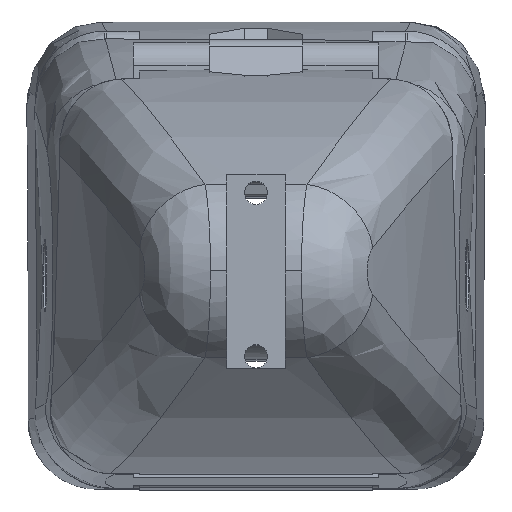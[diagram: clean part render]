
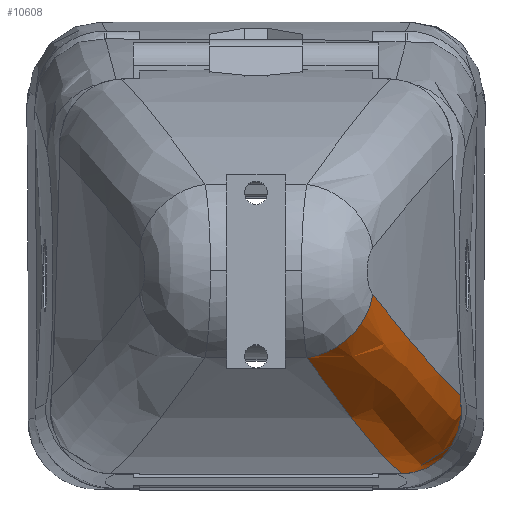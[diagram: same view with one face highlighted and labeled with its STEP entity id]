
A CAD part, top view. The second image highlights one B-rep face of the part: STEP entity #10608.
In plain terms, the highlighted free-form (B-spline) face has degree [3, 2] with [10, 3] control points.
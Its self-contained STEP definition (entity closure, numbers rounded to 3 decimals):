
#96 = VERTEX_POINT ( 'NONE', #9742 ) ;
#549 = CARTESIAN_POINT ( 'NONE',  ( 4.995, -8.775, 146.013 ) ) ;
#682 = CARTESIAN_POINT ( 'NONE',  ( 4.642, -4.715, 157.369 ) ) ;
#795 = CARTESIAN_POINT ( 'NONE',  ( 8.498, -9.39, 142.833 ) ) ;
#842 = CARTESIAN_POINT ( 'NONE',  ( 7.926, -9.353, 137.482 ) ) ;
#896 = CARTESIAN_POINT ( 'NONE',  ( 5.595, -9.454, 142.405 ) ) ;
#1102 = CARTESIAN_POINT ( 'NONE',  ( 7.441, -9.696, 136.875 ) ) ;
#1190 = CARTESIAN_POINT ( 'NONE',  ( 5.874, -3.464, 153.971 ) ) ;
#1218 = EDGE_CURVE ( 'NONE', #7134, #96, #5211, .T. ) ;
#1507 = CARTESIAN_POINT ( 'NONE',  ( 7.052, -4.882, 150.086 ) ) ;
#1557 = CARTESIAN_POINT ( 'NONE',  ( 8.423, -6.352, 143.286 ) ) ;
#1661 = CARTESIAN_POINT ( 'NONE',  ( 8.558, -8.495, 138.797 ) ) ;
#1715 = CARTESIAN_POINT ( 'NONE',  ( 8.927, -6.819, 139.781 ) ) ;
#1731 = CARTESIAN_POINT ( 'NONE',  ( 6.22, -9.983, 136.265 ) ) ;
#1884 = CARTESIAN_POINT ( 'NONE',  ( 6.77, -9.931, 136.404 ) ) ;
#2051 = B_SPLINE_CURVE_WITH_KNOTS ( 'NONE', 3,
 ( #9021, #1190, #8203, #9740, #7137, #9803, #6292, #7081 ),
 .UNSPECIFIED., .F., .F.,
 ( 4, 2, 2, 4 ),
 ( 0., 0.008, 0.012, 0.016 ),
 .UNSPECIFIED. ) ;
#2136 = CARTESIAN_POINT ( 'NONE',  ( 4.136, -7.732, 150.276 ) ) ;
#2253 = DIRECTION ( 'NONE',  ( 0., -0.901, 0.433 ) ) ;
#2394 = FACE_OUTER_BOUND ( 'NONE', #5949, .T. ) ;
#2495 = CARTESIAN_POINT ( 'NONE',  ( 5.462, -9.311, 143.3 ) ) ;
#2556 = CARTESIAN_POINT ( 'NONE',  ( 5.011, -8.793, 145.934 ) ) ;
#2609 = CARTESIAN_POINT ( 'NONE',  ( 6.503, -9.972, 136.308 ) ) ;
#2922 = CARTESIAN_POINT ( 'NONE',  ( 2.184, -5.063, 156.645 ) ) ;
#3137 = EDGE_CURVE ( 'NONE', #96, #6886, #2051, .T. ) ;
#3148 = CARTESIAN_POINT ( 'NONE',  ( 2.184, -2.359, 155.345 ) ) ;
#3408 = B_SPLINE_CURVE_WITH_KNOTS ( 'NONE', 3,
 ( #6724, #10010, #10115, #9271, #1661, #5055, #8447, #842, #4228, #1102, #10286, #6104, #1884, #2609, #3599, #9438 ),
 .UNSPECIFIED., .F., .F.,
 ( 4, 2, 2, 2, 2, 2, 2, 4 ),
 ( 0., 0.002, 0.003, 0.004, 0.005, 0.006, 0.006, 0.007 ),
 .UNSPECIFIED. ) ;
#3599 = CARTESIAN_POINT ( 'NONE',  ( 6.364, -9.983, 136.277 ) ) ;
#3745 = CARTESIAN_POINT ( 'NONE',  ( 3.246, -6.559, 153.532 ) ) ;
#3844 = ORIENTED_EDGE ( 'NONE', *, *, #10032, .F. ) ;
#4118 = CARTESIAN_POINT ( 'NONE',  ( 8.118, -6.042, 145.015 ) ) ;
#4173 = CARTESIAN_POINT ( 'NONE',  ( 9.106, -6.948, 138.025 ) ) ;
#4228 = CARTESIAN_POINT ( 'NONE',  ( 7.783, -9.475, 137.273 ) ) ;
#4284 = CARTESIAN_POINT ( 'NONE',  ( 8.561, -6.487, 142.409 ) ) ;
#4899 = CARTESIAN_POINT ( 'NONE',  ( 3.251, -6.567, 153.515 ) ) ;
#4949 = CARTESIAN_POINT ( 'NONE',  ( 5.17, -8.981, 145.063 ) ) ;
#5055 = CARTESIAN_POINT ( 'NONE',  ( 8.284, -8.946, 138.133 ) ) ;
#5109 = CARTESIAN_POINT ( 'NONE',  ( 9.093, -9.932, 138.198 ) ) ;
#5125 = CARTESIAN_POINT ( 'NONE',  ( 2.184, -5.063, 156.645 ) ) ;
#5211 = CIRCLE ( 'NONE', #9466, 3. ) ;
#5475 = B_SPLINE_CURVE_WITH_KNOTS ( 'NONE', 3,
 ( #7197, #8031, #8156, #8924, #10605, #8863, #549, #2136, #3745, #2922 ),
 .UNSPECIFIED., .F., .F.,
 ( 4, 2, 2, 2, 4 ),
 ( 0., 0.005, 0.008, 0.011, 0.022 ),
 .UNSPECIFIED. ) ;
#5788 = CARTESIAN_POINT ( 'NONE',  ( 5.005, -2.359, 156.368 ) ) ;
#5832 = CARTESIAN_POINT ( 'NONE',  ( 7.831, -8.673, 146.472 ) ) ;
#5941 = CARTESIAN_POINT ( 'NONE',  ( 5.945, -9.807, 139.725 ) ) ;
#5949 = EDGE_LOOP ( 'NONE', ( #10280, #3844, #9750, #10382 ) ) ;
#6104 = CARTESIAN_POINT ( 'NONE',  ( 6.894, -9.901, 136.467 ) ) ;
#6292 = CARTESIAN_POINT ( 'NONE',  ( 8.587, -6.514, 142.294 ) ) ;
#6668 = CARTESIAN_POINT ( 'NONE',  ( 6.117, -3.773, 153.3 ) ) ;
#6724 = CARTESIAN_POINT ( 'NONE',  ( 8.765, -6.67, 140.924 ) ) ;
#6781 = CARTESIAN_POINT ( 'NONE',  ( 4.147, -7.747, 150.237 ) ) ;
#6886 = VERTEX_POINT ( 'NONE', #7958 ) ;
#7081 = CARTESIAN_POINT ( 'NONE',  ( 8.765, -6.67, 140.924 ) ) ;
#7134 = VERTEX_POINT ( 'NONE', #5125 ) ;
#7137 = CARTESIAN_POINT ( 'NONE',  ( 7.867, -5.777, 146.321 ) ) ;
#7197 = CARTESIAN_POINT ( 'NONE',  ( 6.22, -9.983, 136.265 ) ) ;
#7232 = VERTEX_POINT ( 'NONE', #1731 ) ;
#7504 = CARTESIAN_POINT ( 'NONE',  ( 6.228, -9.987, 136.137 ) ) ;
#7550 = CARTESIAN_POINT ( 'NONE',  ( 9.222, -6.987, 136.264 ) ) ;
#7605 = CARTESIAN_POINT ( 'NONE',  ( 8.346, -9.234, 143.758 ) ) ;
#7665 = CARTESIAN_POINT ( 'NONE',  ( 9.217, -9.982, 136.333 ) ) ;
#7958 = CARTESIAN_POINT ( 'NONE',  ( 8.765, -6.67, 140.924 ) ) ;
#8031 = CARTESIAN_POINT ( 'NONE',  ( 6.106, -9.937, 138.07 ) ) ;
#8156 = CARTESIAN_POINT ( 'NONE',  ( 5.931, -9.794, 139.859 ) ) ;
#8203 = CARTESIAN_POINT ( 'NONE',  ( 6.633, -4.38, 151.489 ) ) ;
#8292 = CARTESIAN_POINT ( 'NONE',  ( 8.013, -8.876, 145.576 ) ) ;
#8394 = CARTESIAN_POINT ( 'NONE',  ( 6.857, -7.556, 150.85 ) ) ;
#8447 = CARTESIAN_POINT ( 'NONE',  ( 8.176, -9.089, 137.911 ) ) ;
#8743 =( BOUNDED_SURFACE ( )  B_SPLINE_SURFACE ( 3, 2, ( 
 ( #10175, #682, #5788 ),
 ( #4899, #9952, #6668 ),
 ( #6781, #8394, #1507 ),
 ( #2556, #5832, #9163 ),
 ( #4949, #8292, #4118 ),
 ( #2495, #7605, #1557 ),
 ( #896, #795, #4284 ),
 ( #5941, #9324, #1715 ),
 ( #9112, #5109, #4173 ),
 ( #7504, #7665, #7550 ) ),
 .UNSPECIFIED., .F., .F., .T. ) 
 B_SPLINE_SURFACE_WITH_KNOTS ( ( 4, 2, 2, 2, 4 ),
 ( 3, 3 ),
 ( 0., 0.01, 0.013, 0.015, 0.02 ),
 ( 0., 1. ),
 .UNSPECIFIED. ) 
 GEOMETRIC_REPRESENTATION_ITEM ( )  RATIONAL_B_SPLINE_SURFACE ( (
 ( 1., 0.758, 1.),
 ( 1., 0.744, 1.),
 ( 1., 0.733, 1.),
 ( 1., 0.722, 1.),
 ( 1., 0.72, 1.),
 ( 1., 0.716, 1.),
 ( 1., 0.715, 1.),
 ( 1., 0.711, 1.),
 ( 1., 0.709, 1.),
 ( 1., 0.708, 1.) ) ) 
 REPRESENTATION_ITEM ( '' )  SURFACE ( )  );
#8863 = CARTESIAN_POINT ( 'NONE',  ( 5.155, -8.963, 145.151 ) ) ;
#8924 = CARTESIAN_POINT ( 'NONE',  ( 5.578, -9.436, 142.521 ) ) ;
#9021 = CARTESIAN_POINT ( 'NONE',  ( 5.005, -2.359, 156.368 ) ) ;
#9112 = CARTESIAN_POINT ( 'NONE',  ( 6.117, -9.945, 137.933 ) ) ;
#9138 = DIRECTION ( 'NONE',  ( -0.311, 0.412, 0.857 ) ) ;
#9163 = CARTESIAN_POINT ( 'NONE',  ( 7.952, -5.866, 145.868 ) ) ;
#9271 = CARTESIAN_POINT ( 'NONE',  ( 8.676, -8.167, 139.236 ) ) ;
#9324 = CARTESIAN_POINT ( 'NONE',  ( 8.898, -9.778, 140.054 ) ) ;
#9438 = CARTESIAN_POINT ( 'NONE',  ( 6.22, -9.983, 136.265 ) ) ;
#9466 = AXIS2_PLACEMENT_3D ( 'NONE', #3148, #9138, #2253 ) ;
#9740 = CARTESIAN_POINT ( 'NONE',  ( 7.582, -5.464, 147.63 ) ) ;
#9742 = CARTESIAN_POINT ( 'NONE',  ( 5.005, -2.359, 156.368 ) ) ;
#9750 = ORIENTED_EDGE ( 'NONE', *, *, #10630, .F. ) ;
#9803 = CARTESIAN_POINT ( 'NONE',  ( 8.369, -6.302, 143.655 ) ) ;
#9952 = CARTESIAN_POINT ( 'NONE',  ( 5.854, -6.316, 154.169 ) ) ;
#10010 = CARTESIAN_POINT ( 'NONE',  ( 8.817, -7.071, 140.524 ) ) ;
#10032 = EDGE_CURVE ( 'NONE', #7232, #7134, #5475, .T. ) ;
#10115 = CARTESIAN_POINT ( 'NONE',  ( 8.807, -7.456, 140.1 ) ) ;
#10175 = CARTESIAN_POINT ( 'NONE',  ( 2.184, -5.063, 156.645 ) ) ;
#10280 = ORIENTED_EDGE ( 'NONE', *, *, #1218, .F. ) ;
#10286 = CARTESIAN_POINT ( 'NONE',  ( 7.245, -9.792, 136.69 ) ) ;
#10382 = ORIENTED_EDGE ( 'NONE', *, *, #3137, .F. ) ;
#10605 = CARTESIAN_POINT ( 'NONE',  ( 5.446, -9.293, 143.405 ) ) ;
#10608 = ADVANCED_FACE ( 'NONE', ( #2394 ), #8743, .T. ) ;
#10630 = EDGE_CURVE ( 'NONE', #6886, #7232, #3408, .T. ) ;
